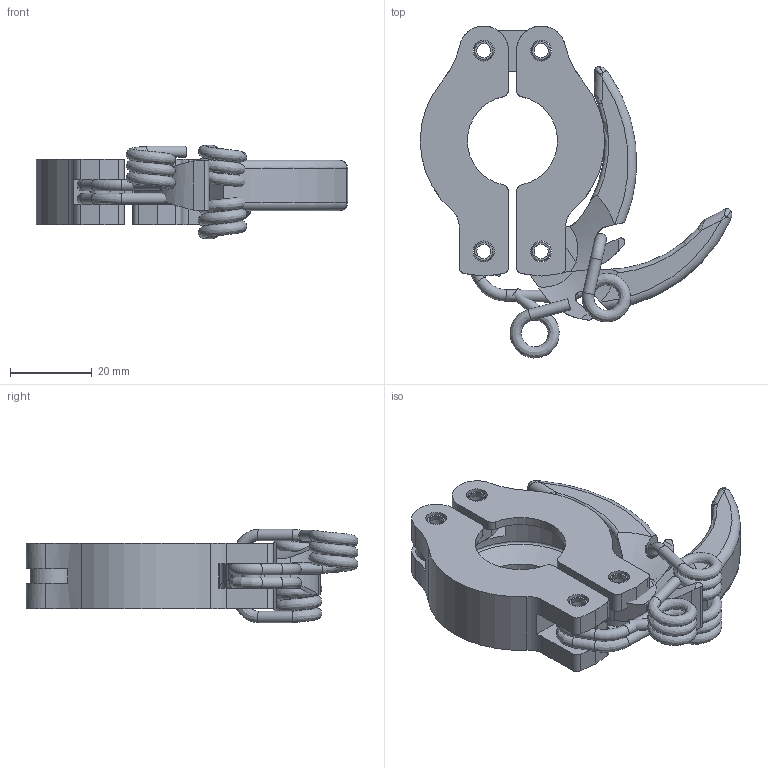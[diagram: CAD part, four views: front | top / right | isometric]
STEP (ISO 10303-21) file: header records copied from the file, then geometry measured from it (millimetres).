
FILE_DESCRIPTION (( 'STEP AP214' ), '1' );
FILE_NAME ('CRKF16-FULLVAC.STEP', '2024-10-22T14:10:51', ( '' ), ( '' ), 'SwSTEP 2.0', 'SolidWorks 2017', '' );
FILE_SCHEMA (( 'AUTOMOTIVE_DESIGN' ));
Length unit declared in the file: millimetre
Products named in the file (4): CRKF16-FULLVAC; CR1KF16; FERMOIR; RESSORT DOUBLE
Assembly tree (3 placements, depth 2):
  CRKF16-FULLVAC
    CR1KF16
    FERMOIR
    RESSORT DOUBLE
Bounding box: 76 x 80.98 x 22.79 mm (x, y, z)
Volume: 34024.6 mm3; surface area: 23219.8 mm2
Topology: 9 solids, 9 shells, 284 faces, 765 edges, 490 vertices
Faces by surface type: cylinder 111, plane 100, cone 28, bspline 26, torus 19
Full cylindrical faces by diameter (mm): 2.75 x2, 2.8 x9, 4.16 x4, 5 x4, 5.1 x8, 5.4 x3, 5.5 x2
Entity records: 14181 total; most frequent: CARTESIAN_POINT 7396, ORIENTED_EDGE 1350, DIRECTION 1321, EDGE_CURVE 675, AXIS2_PLACEMENT_3D 536, VERTEX_POINT 464, EDGE_LOOP 379, FACE_OUTER_BOUND 327
